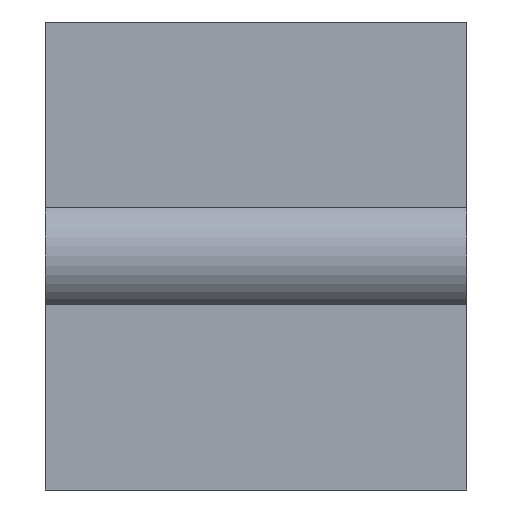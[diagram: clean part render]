
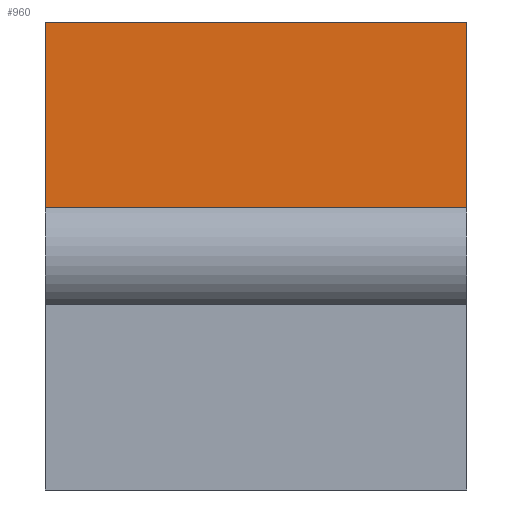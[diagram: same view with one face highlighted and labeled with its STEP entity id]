
A CAD part, front view. The second image highlights one B-rep face of the part: STEP entity #960.
In plain terms, the highlighted planar face has unit normal (0, -1, 0).
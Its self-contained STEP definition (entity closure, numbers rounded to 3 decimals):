
#55=PLANE('',#1059);
#79=FACE_OUTER_BOUND('',#139,.T.);
#139=EDGE_LOOP('',(#701,#702,#703,#704));
#203=LINE('',#1439,#280);
#212=LINE('',#1519,#289);
#213=LINE('',#1521,#290);
#214=LINE('',#1522,#291);
#280=VECTOR('',#1143,10.);
#289=VECTOR('',#1220,10.);
#290=VECTOR('',#1221,10.);
#291=VECTOR('',#1222,10.);
#421=VERTEX_POINT('',#1436);
#422=VERTEX_POINT('',#1438);
#459=VERTEX_POINT('',#1518);
#460=VERTEX_POINT('',#1520);
#518=EDGE_CURVE('',#422,#421,#203,.T.);
#558=EDGE_CURVE('',#459,#421,#212,.T.);
#559=EDGE_CURVE('',#459,#460,#213,.T.);
#560=EDGE_CURVE('',#460,#422,#214,.T.);
#701=ORIENTED_EDGE('',*,*,#518,.T.);
#702=ORIENTED_EDGE('',*,*,#558,.F.);
#703=ORIENTED_EDGE('',*,*,#559,.T.);
#704=ORIENTED_EDGE('',*,*,#560,.T.);
#960=ADVANCED_FACE('',(#79),#55,.T.);
#1059=AXIS2_PLACEMENT_3D('',#1517,#1218,#1219);
#1143=DIRECTION('',(1.,0.,0.));
#1218=DIRECTION('center_axis',(0.,-1.,0.));
#1219=DIRECTION('ref_axis',(0.,0.,1.));
#1220=DIRECTION('',(0.,0.,-1.));
#1221=DIRECTION('',(-1.,0.,0.));
#1222=DIRECTION('',(0.,0.,-1.));
#1436=CARTESIAN_POINT('',(4.,-63.625,2.088));
#1438=CARTESIAN_POINT('',(-14.,-63.625,2.088));
#1439=CARTESIAN_POINT('',(-14.,-63.625,2.088));
#1517=CARTESIAN_POINT('Origin',(0.,-63.625,-10.));
#1518=CARTESIAN_POINT('',(4.,-63.625,10.));
#1519=CARTESIAN_POINT('',(4.,-63.625,10.));
#1520=CARTESIAN_POINT('',(-14.,-63.625,10.));
#1521=CARTESIAN_POINT('',(0.,-63.625,10.));
#1522=CARTESIAN_POINT('',(-14.,-63.625,-4.89));
